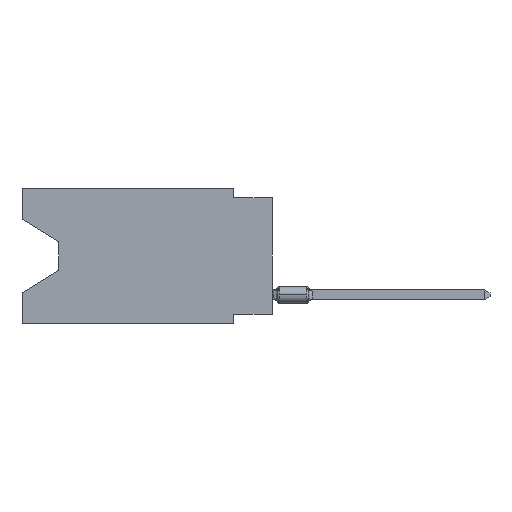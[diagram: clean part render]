
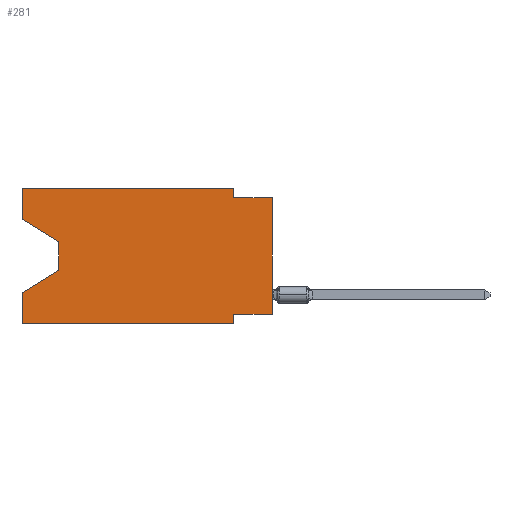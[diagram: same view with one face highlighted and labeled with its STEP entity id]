
A CAD part, left-side view. The second image highlights one B-rep face of the part: STEP entity #281.
In plain terms, the highlighted planar face has unit normal (-1, 0, 0).
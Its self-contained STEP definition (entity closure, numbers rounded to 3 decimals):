
#15 = EDGE_CURVE ( 'NONE', #5474, #19871, #11468, .T. ) ;
#270 = VECTOR ( 'NONE', #16051, 1000. ) ;
#281 = ADVANCED_FACE ( 'NONE', ( #10766 ), #17328, .F. ) ;
#302 = CARTESIAN_POINT ( 'NONE',  ( 0., 16.383, 0. ) ) ;
#423 = CARTESIAN_POINT ( 'NONE',  ( 0., 16.383, -6.852 ) ) ;
#499 = DIRECTION ( 'NONE',  ( 0., 0., -1. ) ) ;
#1062 = EDGE_CURVE ( 'NONE', #19871, #11569, #17053, .T. ) ;
#1134 = EDGE_CURVE ( 'NONE', #5474, #5216, #6670, .T. ) ;
#1594 = VECTOR ( 'NONE', #20634, 1000. ) ;
#1706 = VERTEX_POINT ( 'NONE', #2341 ) ;
#2156 = CARTESIAN_POINT ( 'NONE',  ( 0., 16.383, 0. ) ) ;
#2339 = LINE ( 'NONE', #9152, #11613 ) ;
#2341 = CARTESIAN_POINT ( 'NONE',  ( 0., 13.97, -5.385 ) ) ;
#2595 = CARTESIAN_POINT ( 'NONE',  ( 0., 0., -8.255 ) ) ;
#2738 = CARTESIAN_POINT ( 'NONE',  ( 0., 16.383, 0. ) ) ;
#3063 = CARTESIAN_POINT ( 'NONE',  ( 0., 16.383, -2.038 ) ) ;
#3356 = VERTEX_POINT ( 'NONE', #21163 ) ;
#3549 = ORIENTED_EDGE ( 'NONE', *, *, #17816, .T. ) ;
#3559 = CARTESIAN_POINT ( 'NONE',  ( 0., 13.97, -3.505 ) ) ;
#3751 = VERTEX_POINT ( 'NONE', #5565 ) ;
#3898 = EDGE_CURVE ( 'NONE', #18539, #1706, #21790, .T. ) ;
#4069 = DIRECTION ( 'NONE',  ( 0., -1., 0. ) ) ;
#4262 = ORIENTED_EDGE ( 'NONE', *, *, #10187, .T. ) ;
#4300 = CARTESIAN_POINT ( 'NONE',  ( 0., 13.97, -3.505 ) ) ;
#4334 = CARTESIAN_POINT ( 'NONE',  ( 0., 13.97, -5.385 ) ) ;
#4521 = VERTEX_POINT ( 'NONE', #7136 ) ;
#4612 = DIRECTION ( 'NONE',  ( 0., 0., -1. ) ) ;
#4786 = VERTEX_POINT ( 'NONE', #2738 ) ;
#5216 = VERTEX_POINT ( 'NONE', #12240 ) ;
#5402 = VECTOR ( 'NONE', #16084, 1000. ) ;
#5451 = DIRECTION ( 'NONE',  ( 1., 0., 0. ) ) ;
#5474 = VERTEX_POINT ( 'NONE', #19119 ) ;
#5496 = LINE ( 'NONE', #2156, #9366 ) ;
#5565 = CARTESIAN_POINT ( 'NONE',  ( 0., 16.383, -8.89 ) ) ;
#5903 = CARTESIAN_POINT ( 'NONE',  ( 0., 16.383, -8.89 ) ) ;
#6227 = VERTEX_POINT ( 'NONE', #423 ) ;
#6399 = VERTEX_POINT ( 'NONE', #3063 ) ;
#6670 = LINE ( 'NONE', #8643, #20716 ) ;
#7136 = CARTESIAN_POINT ( 'NONE',  ( 0., 2.54, -0.635 ) ) ;
#7555 = EDGE_CURVE ( 'NONE', #4521, #5216, #14208, .T. ) ;
#7769 = EDGE_CURVE ( 'NONE', #6399, #4786, #13507, .T. ) ;
#7879 = ORIENTED_EDGE ( 'NONE', *, *, #1134, .T. ) ;
#8449 = LINE ( 'NONE', #9944, #8454 ) ;
#8454 = VECTOR ( 'NONE', #22361, 1000. ) ;
#8605 = VECTOR ( 'NONE', #4612, 1000. ) ;
#8643 = CARTESIAN_POINT ( 'NONE',  ( 0., 0., 0. ) ) ;
#9152 = CARTESIAN_POINT ( 'NONE',  ( 0., 2.54, 0. ) ) ;
#9366 = VECTOR ( 'NONE', #15556, 1000. ) ;
#9470 = ORIENTED_EDGE ( 'NONE', *, *, #15, .F. ) ;
#9944 = CARTESIAN_POINT ( 'NONE',  ( 0., 16.383, -2.038 ) ) ;
#9991 = VECTOR ( 'NONE', #18117, 1000. ) ;
#10187 = EDGE_CURVE ( 'NONE', #1706, #6227, #17107, .T. ) ;
#10766 = FACE_OUTER_BOUND ( 'NONE', #11037, .T. ) ;
#11037 = EDGE_LOOP ( 'NONE', ( #13137, #22137, #4262, #11519, #3549, #11241, #9470, #7879, #22098, #12333, #14317, #22579 ) ) ;
#11241 = ORIENTED_EDGE ( 'NONE', *, *, #1062, .F. ) ;
#11350 = CARTESIAN_POINT ( 'NONE',  ( 0., 2.54, -8.255 ) ) ;
#11357 = DIRECTION ( 'NONE',  ( 0., 1., 0. ) ) ;
#11363 = DIRECTION ( 'NONE',  ( 0., 0.855, -0.519 ) ) ;
#11468 = LINE ( 'NONE', #2595, #14853 ) ;
#11519 = ORIENTED_EDGE ( 'NONE', *, *, #15597, .F. ) ;
#11569 = VERTEX_POINT ( 'NONE', #17562 ) ;
#11613 = VECTOR ( 'NONE', #499, 1000. ) ;
#11700 = EDGE_CURVE ( 'NONE', #3356, #4521, #2339, .T. ) ;
#12240 = CARTESIAN_POINT ( 'NONE',  ( 0., 0., -0.635 ) ) ;
#12333 = ORIENTED_EDGE ( 'NONE', *, *, #11700, .F. ) ;
#12493 = DIRECTION ( 'NONE',  ( 0., 0., -1. ) ) ;
#13031 = AXIS2_PLACEMENT_3D ( 'NONE', #17667, #5451, #12493 ) ;
#13137 = ORIENTED_EDGE ( 'NONE', *, *, #21757, .T. ) ;
#13507 = LINE ( 'NONE', #16736, #1594 ) ;
#14208 = LINE ( 'NONE', #17660, #270 ) ;
#14317 = ORIENTED_EDGE ( 'NONE', *, *, #19816, .F. ) ;
#14853 = VECTOR ( 'NONE', #11357, 1000. ) ;
#14975 = CARTESIAN_POINT ( 'NONE',  ( 0., 2.54, -8.89 ) ) ;
#15556 = DIRECTION ( 'NONE',  ( 0., 0., 1. ) ) ;
#15597 = EDGE_CURVE ( 'NONE', #3751, #6227, #5496, .T. ) ;
#15661 = VECTOR ( 'NONE', #11363, 1000. ) ;
#16051 = DIRECTION ( 'NONE',  ( 0., -1., 0. ) ) ;
#16084 = DIRECTION ( 'NONE',  ( 0., -1., 0. ) ) ;
#16442 = VECTOR ( 'NONE', #4069, 1000. ) ;
#16736 = CARTESIAN_POINT ( 'NONE',  ( 0., 16.383, 0. ) ) ;
#17053 = LINE ( 'NONE', #14975, #8605 ) ;
#17107 = LINE ( 'NONE', #4334, #15661 ) ;
#17328 = PLANE ( 'NONE',  #13031 ) ;
#17562 = CARTESIAN_POINT ( 'NONE',  ( 0., 2.54, -8.89 ) ) ;
#17660 = CARTESIAN_POINT ( 'NONE',  ( 0., 0., -0.635 ) ) ;
#17667 = CARTESIAN_POINT ( 'NONE',  ( 0., 16.383, 0. ) ) ;
#17816 = EDGE_CURVE ( 'NONE', #3751, #11569, #18461, .T. ) ;
#18117 = DIRECTION ( 'NONE',  ( 0., 0., -1. ) ) ;
#18461 = LINE ( 'NONE', #5903, #16442 ) ;
#18539 = VERTEX_POINT ( 'NONE', #3559 ) ;
#19119 = CARTESIAN_POINT ( 'NONE',  ( 0., 0., -8.255 ) ) ;
#19816 = EDGE_CURVE ( 'NONE', #4786, #3356, #22755, .T. ) ;
#19871 = VERTEX_POINT ( 'NONE', #11350 ) ;
#20634 = DIRECTION ( 'NONE',  ( 0., 0., 1. ) ) ;
#20716 = VECTOR ( 'NONE', #20835, 1000. ) ;
#20835 = DIRECTION ( 'NONE',  ( 0., 0., 1. ) ) ;
#21163 = CARTESIAN_POINT ( 'NONE',  ( 0., 2.54, 0. ) ) ;
#21757 = EDGE_CURVE ( 'NONE', #6399, #18539, #8449, .T. ) ;
#21790 = LINE ( 'NONE', #4300, #9991 ) ;
#22098 = ORIENTED_EDGE ( 'NONE', *, *, #7555, .F. ) ;
#22137 = ORIENTED_EDGE ( 'NONE', *, *, #3898, .T. ) ;
#22361 = DIRECTION ( 'NONE',  ( 0., -0.855, -0.519 ) ) ;
#22579 = ORIENTED_EDGE ( 'NONE', *, *, #7769, .F. ) ;
#22755 = LINE ( 'NONE', #302, #5402 ) ;
